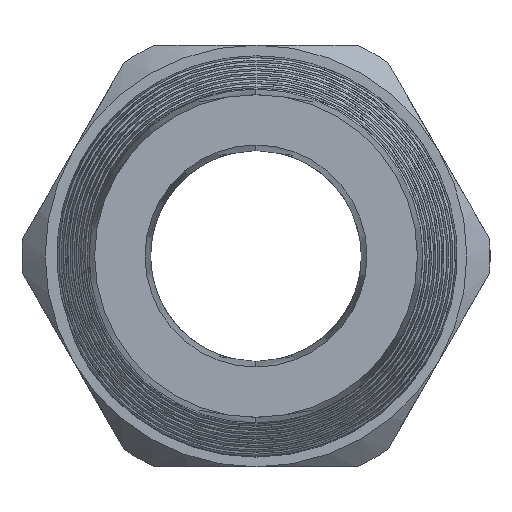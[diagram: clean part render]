
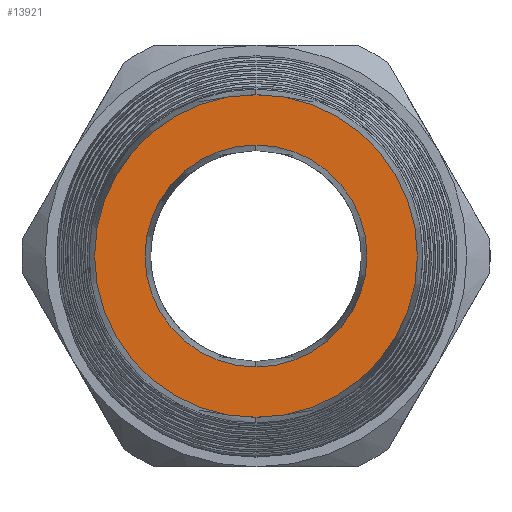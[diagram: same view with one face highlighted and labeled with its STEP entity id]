
A CAD part, left-side view. The second image highlights one B-rep face of the part: STEP entity #13921.
In plain terms, the highlighted planar face has unit normal (-1, 0, 0).
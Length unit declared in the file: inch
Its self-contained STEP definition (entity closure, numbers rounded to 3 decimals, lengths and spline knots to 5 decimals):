
#1060 = DIRECTION ( 'NONE',  ( 0., 0., 1. ) ) ;
#1061 = DIRECTION ( 'NONE',  ( -1., 0., 0. ) ) ;
#1062 = CARTESIAN_POINT ( 'NONE',  ( -3.85, 0., 0. ) ) ;
#1063 = AXIS2_PLACEMENT_3D ( 'NONE', #1062, #1061, #1060 ) ;
#1064 = CIRCLE ( 'NONE', #1063, 0.24738 ) ;
#1065 = CARTESIAN_POINT ( 'NONE',  ( -3.85, 0., 0.24738 ) ) ;
#1554 = CARTESIAN_POINT ( 'NONE',  ( -3.85, 0., -0.24738 ) ) ;
#2810 = DIRECTION ( 'NONE',  ( 0., 0., 1. ) ) ;
#2811 = DIRECTION ( 'NONE',  ( -1., 0., 0. ) ) ;
#2812 = AXIS2_PLACEMENT_3D ( 'NONE', #2818, #2811, #2810 ) ;
#2813 = CIRCLE ( 'NONE', #2812, 0.35965 ) ;
#2814 = DIRECTION ( 'NONE',  ( 0., 0., 1. ) ) ;
#2815 = DIRECTION ( 'NONE',  ( -1., 0., 0. ) ) ;
#2816 = CARTESIAN_POINT ( 'NONE',  ( -3.85, 0., 0. ) ) ;
#2817 = AXIS2_PLACEMENT_3D ( 'NONE', #2816, #2815, #2814 ) ;
#2818 = CARTESIAN_POINT ( 'NONE',  ( -3.85, 0., 0. ) ) ;
#2825 = FACE_BOUND ( 'NONE', #13982, .T. ) ;
#2826 = FACE_OUTER_BOUND ( 'NONE', #13922, .T. ) ;
#2828 = PLANE ( 'NONE',  #2817 ) ;
#5836 = DIRECTION ( 'NONE',  ( 0., 0., 1. ) ) ;
#5837 = DIRECTION ( 'NONE',  ( -1., 0., 0. ) ) ;
#5838 = CARTESIAN_POINT ( 'NONE',  ( -3.85, 0., 0. ) ) ;
#5839 = AXIS2_PLACEMENT_3D ( 'NONE', #5838, #5837, #5836 ) ;
#5847 = CIRCLE ( 'NONE', #5839, 0.24738 ) ;
#11801 = VERTEX_POINT ( 'NONE', #15320 ) ;
#11805 = VERTEX_POINT ( 'NONE', #15318 ) ;
#11814 = EDGE_CURVE ( 'NONE', #11805, #11801, #15362, .T. ) ;
#13005 = VERTEX_POINT ( 'NONE', #1065 ) ;
#13006 = EDGE_CURVE ( 'NONE', #13285, #13005, #1064, .T. ) ;
#13285 = VERTEX_POINT ( 'NONE', #1554 ) ;
#13921 = ADVANCED_FACE ( 'NONE', ( #2826, #2825 ), #2828, .T. ) ;
#13922 = EDGE_LOOP ( 'NONE', ( #13923, #13981 ) ) ;
#13923 = ORIENTED_EDGE ( 'NONE', *, *, #13924, .T. ) ;
#13924 = EDGE_CURVE ( 'NONE', #11801, #11805, #2813, .T. ) ;
#13981 = ORIENTED_EDGE ( 'NONE', *, *, #11814, .T. ) ;
#13982 = EDGE_LOOP ( 'NONE', ( #13983, #13985 ) ) ;
#13983 = ORIENTED_EDGE ( 'NONE', *, *, #13984, .F. ) ;
#13984 = EDGE_CURVE ( 'NONE', #13005, #13285, #5847, .T. ) ;
#13985 = ORIENTED_EDGE ( 'NONE', *, *, #13006, .F. ) ;
#15318 = CARTESIAN_POINT ( 'NONE',  ( -3.85, 0., -0.35965 ) ) ;
#15320 = CARTESIAN_POINT ( 'NONE',  ( -3.85, 0., 0.35965 ) ) ;
#15358 = DIRECTION ( 'NONE',  ( 0., 0., 1. ) ) ;
#15359 = DIRECTION ( 'NONE',  ( -1., 0., 0. ) ) ;
#15360 = CARTESIAN_POINT ( 'NONE',  ( -3.85, 0., 0. ) ) ;
#15361 = AXIS2_PLACEMENT_3D ( 'NONE', #15360, #15359, #15358 ) ;
#15362 = CIRCLE ( 'NONE', #15361, 0.35965 ) ;
